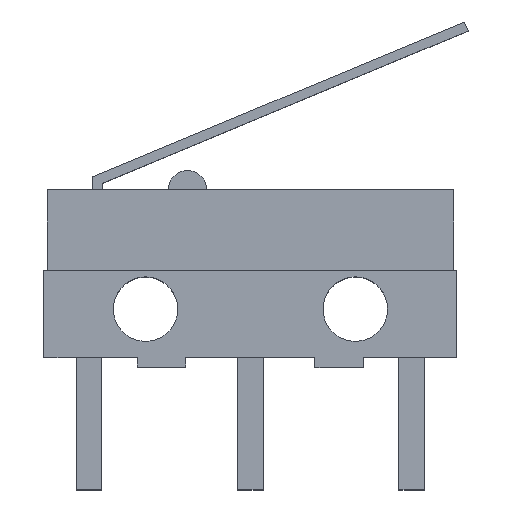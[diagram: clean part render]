
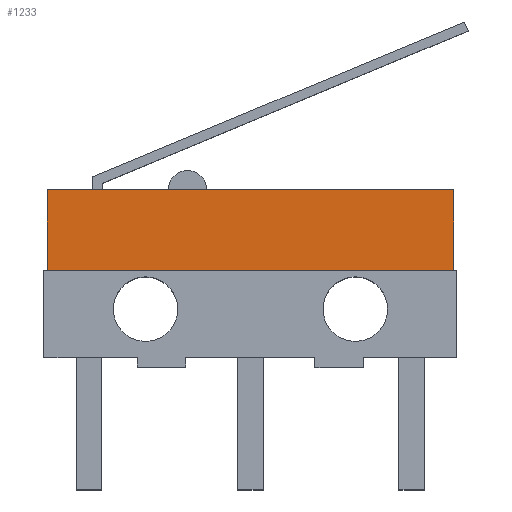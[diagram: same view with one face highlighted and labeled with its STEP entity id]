
A CAD part, top view. The second image highlights one B-rep face of the part: STEP entity #1233.
In plain terms, the highlighted planar face has unit normal (0, 0, 1).
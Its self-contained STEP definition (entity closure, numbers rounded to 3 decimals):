
#169=DIRECTION('',(1.,0.,0.));
#170=VECTOR('',#169,12.6);
#171=CARTESIAN_POINT('',(-6.3,2.7,2.8));
#172=LINE('',#171,#170);
#365=DIRECTION('',(0.,1.,0.));
#366=VECTOR('',#365,2.5);
#367=CARTESIAN_POINT('',(6.3,2.7,2.8));
#368=LINE('',#367,#366);
#369=DIRECTION('',(0.,1.,0.));
#370=VECTOR('',#369,2.5);
#371=CARTESIAN_POINT('',(-6.3,2.7,2.8));
#372=LINE('',#371,#370);
#385=DIRECTION('',(1.,0.,0.));
#386=VECTOR('',#385,12.6);
#387=CARTESIAN_POINT('',(-6.3,5.2,2.8));
#388=LINE('',#387,#386);
#559=CARTESIAN_POINT('',(-6.3,5.2,2.8));
#560=VERTEX_POINT('',#559);
#561=CARTESIAN_POINT('',(6.3,5.2,2.8));
#562=VERTEX_POINT('',#561);
#567=CARTESIAN_POINT('',(-6.3,2.7,2.8));
#568=VERTEX_POINT('',#567);
#569=CARTESIAN_POINT('',(6.3,2.7,2.8));
#570=VERTEX_POINT('',#569);
#1220=CARTESIAN_POINT('',(-6.3,2.7,2.8));
#1221=DIRECTION('',(0.,0.,1.));
#1222=DIRECTION('',(1.,0.,0.));
#1223=AXIS2_PLACEMENT_3D('',#1220,#1221,#1222);
#1224=PLANE('',#1223);
#1225=ORIENTED_EDGE('',*,*,#821,.F.);
#1227=ORIENTED_EDGE('',*,*,#1226,.T.);
#1229=ORIENTED_EDGE('',*,*,#1228,.T.);
#1230=ORIENTED_EDGE('',*,*,#1212,.F.);
#1231=EDGE_LOOP('',(#1225,#1227,#1229,#1230));
#1232=FACE_OUTER_BOUND('',#1231,.F.);
#821=EDGE_CURVE('',#568,#570,#172,.T.);
#1212=EDGE_CURVE('',#570,#562,#368,.T.);
#1226=EDGE_CURVE('',#568,#560,#372,.T.);
#1228=EDGE_CURVE('',#560,#562,#388,.T.);
#1233=ADVANCED_FACE('',(#1232),#1224,.T.);
